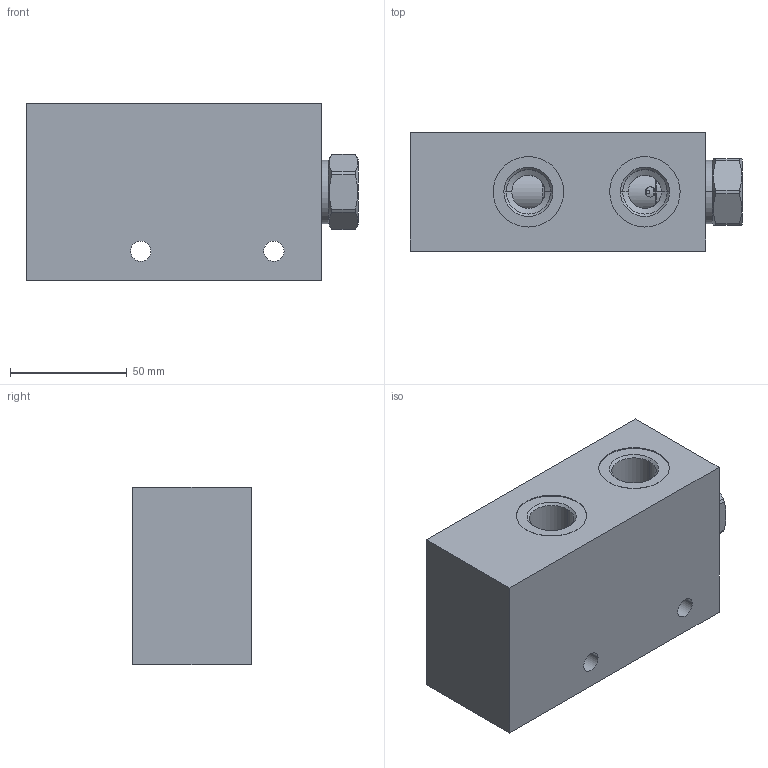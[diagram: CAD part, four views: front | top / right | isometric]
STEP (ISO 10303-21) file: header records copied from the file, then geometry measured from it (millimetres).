
FILE_DESCRIPTION((''),'2;1');
FILE_NAME('FSDDXAN-NMV_ASM','2021-01-18T',('ProEService'),(''),'PRO/ENGINEER BY PARAMETRIC TECHNOLOGY CORPORATION, 2014200','PRO/ENGINEER BY PARAMETRIC TECHNOLOGY CORPORATION, 2014200','');
FILE_SCHEMA(('CONFIG_CONTROL_DESIGN'));
Length unit declared in the file: inch
Products named in the file (3): 152-085-008; FSDDXAN; FSDDXAN-NMV_ASM
Assembly tree (2 placements, depth 2):
  FSDDXAN-NMV_ASM
    152-085-008
    FSDDXAN
Bounding box: 142.47 x 50.8 x 76.2 mm (x, y, z)
Volume: 456952.7 mm3; surface area: 76208.9 mm2
Topology: 7 solids, 7 shells, 524 faces, 1385 edges, 975 vertices
Faces by surface type: cylinder 254, torus 102, plane 98, cone 54, revolution 16
Entity records: 20529 total; most frequent: CARTESIAN_POINT 7376, DIRECTION 2837, ORIENTED_EDGE 2408, EDGE_CURVE 1204, AXIS2_PLACEMENT_3D 1135, VERTEX_POINT 734, EDGE_LOOP 676, CIRCLE 616
